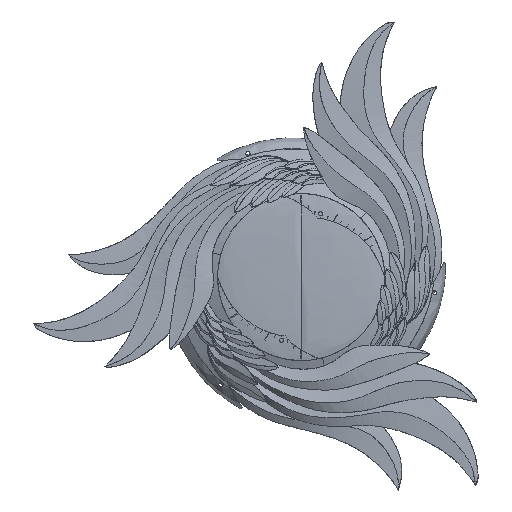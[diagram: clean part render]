
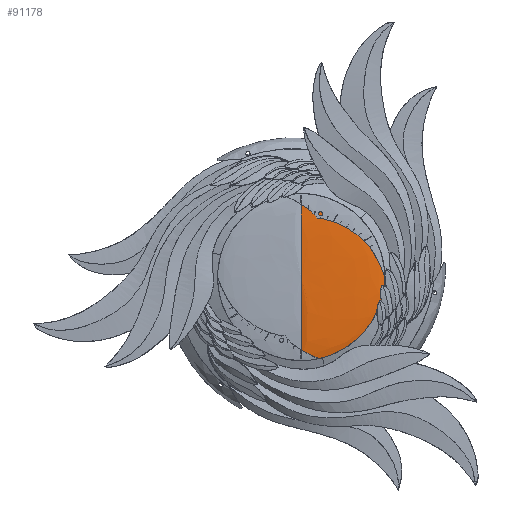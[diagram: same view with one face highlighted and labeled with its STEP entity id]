
A CAD part, top view. The second image highlights one B-rep face of the part: STEP entity #91178.
In plain terms, the highlighted free-form (B-spline) face has degree [3, 3] with [4, 4] control points.
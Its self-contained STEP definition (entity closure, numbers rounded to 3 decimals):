
#91178 = ADVANCED_FACE('',(#91179),#91208,.T.);
#91179 = FACE_BOUND('',#91180,.T.);
#91180 = EDGE_LOOP('',(#91181,#91192,#91201));
#91181 = ORIENTED_EDGE('',*,*,#91182,.T.);
#91182 = EDGE_CURVE('',#91183,#91185,#91187,.T.);
#91183 = VERTEX_POINT('',#91184);
#91184 = CARTESIAN_POINT('',(0.,0.,12.804));
#91185 = VERTEX_POINT('',#91186);
#91186 = CARTESIAN_POINT('',(0.,-33.021,11.417));
#91187 = ( BOUNDED_CURVE() B_SPLINE_CURVE(3,(#91188,#91189,#91190,#91191
),.UNSPECIFIED.,.F.,.F.) B_SPLINE_CURVE_WITH_KNOTS((4,4),(0.,1.),
.PIECEWISE_BEZIER_KNOTS.) CURVE() GEOMETRIC_REPRESENTATION_ITEM() 
RATIONAL_B_SPLINE_CURVE((1.,0.831,0.831,1.)) 
REPRESENTATION_ITEM('') );
#91188 = CARTESIAN_POINT('',(0.,0.,12.804));
#91189 = CARTESIAN_POINT('',(0.,-17.751,13.046));
#91190 = CARTESIAN_POINT('',(0.,-31.003,12.489));
#91191 = CARTESIAN_POINT('',(0.,-33.021,11.417));
#91192 = ORIENTED_EDGE('',*,*,#91193,.T.);
#91193 = EDGE_CURVE('',#91185,#91194,#91196,.T.);
#91194 = VERTEX_POINT('',#91195);
#91195 = CARTESIAN_POINT('',(0.,33.021,11.417));
#91196 = ( BOUNDED_CURVE() B_SPLINE_CURVE(3,(#91197,#91198,#91199,#91200
),.UNSPECIFIED.,.F.,.F.) B_SPLINE_CURVE_WITH_KNOTS((4,4),(0.,1.),
.PIECEWISE_BEZIER_KNOTS.) CURVE() GEOMETRIC_REPRESENTATION_ITEM() 
RATIONAL_B_SPLINE_CURVE((1.,0.333,0.333,1.)) 
REPRESENTATION_ITEM('') );
#91197 = CARTESIAN_POINT('',(0.,-33.021,11.417));
#91198 = CARTESIAN_POINT('',(66.042,-33.021,
    11.417));
#91199 = CARTESIAN_POINT('',(66.042,33.021,
    11.417));
#91200 = CARTESIAN_POINT('',(0.,33.021,11.417));
#91201 = ORIENTED_EDGE('',*,*,#91202,.T.);
#91202 = EDGE_CURVE('',#91194,#91183,#91203,.T.);
#91203 = ( BOUNDED_CURVE() B_SPLINE_CURVE(3,(#91204,#91205,#91206,#91207
),.UNSPECIFIED.,.F.,.F.) B_SPLINE_CURVE_WITH_KNOTS((4,4),(0.,1.),
.PIECEWISE_BEZIER_KNOTS.) CURVE() GEOMETRIC_REPRESENTATION_ITEM() 
RATIONAL_B_SPLINE_CURVE((1.,0.831,0.831,1.)) 
REPRESENTATION_ITEM('') );
#91204 = CARTESIAN_POINT('',(0.,33.021,11.417));
#91205 = CARTESIAN_POINT('',(0.,31.003,12.489));
#91206 = CARTESIAN_POINT('',(0.,17.751,13.046));
#91207 = CARTESIAN_POINT('',(0.,0.,12.804));
#91208 = ( BOUNDED_SURFACE() B_SPLINE_SURFACE(3,3,(
    (#91209,#91210,#91211,#91212)
    ,(#91213,#91214,#91215,#91216)
    ,(#91217,#91218,#91219,#91220)
    ,(#91221,#91222,#91223,#91224
)),.UNSPECIFIED.,.F.,.F.,.F.) B_SPLINE_SURFACE_WITH_KNOTS((4,4),(4,4),(
    0.,1.),(0.,1.),.PIECEWISE_BEZIER_KNOTS.) 
GEOMETRIC_REPRESENTATION_ITEM() RATIONAL_B_SPLINE_SURFACE((
    (1.,0.333,0.333,1.)
    ,(0.831,0.277,0.277,0.831)
    ,(0.831,0.277,0.277,0.831)
,(1.,0.333,0.333,1.
))) REPRESENTATION_ITEM('') SURFACE() );
#91209 = CARTESIAN_POINT('',(0.,33.021,11.417));
#91210 = CARTESIAN_POINT('',(66.042,33.021,
    11.417));
#91211 = CARTESIAN_POINT('',(66.042,-33.021,
    11.417));
#91212 = CARTESIAN_POINT('',(0.,-33.021,11.417));
#91213 = CARTESIAN_POINT('',(0.,31.003,12.489));
#91214 = CARTESIAN_POINT('',(62.006,31.003,
    12.489));
#91215 = CARTESIAN_POINT('',(62.006,-31.003,
    12.489));
#91216 = CARTESIAN_POINT('',(0.,-31.003,12.489));
#91217 = CARTESIAN_POINT('',(0.,17.751,13.046));
#91218 = CARTESIAN_POINT('',(35.503,17.751,
    13.046));
#91219 = CARTESIAN_POINT('',(35.503,-17.751,
    13.046));
#91220 = CARTESIAN_POINT('',(0.,-17.751,13.046));
#91221 = CARTESIAN_POINT('',(0.,0.,12.804));
#91222 = CARTESIAN_POINT('',(0.,0.,12.804));
#91223 = CARTESIAN_POINT('',(0.,0.,12.804));
#91224 = CARTESIAN_POINT('',(0.,0.,12.804));
